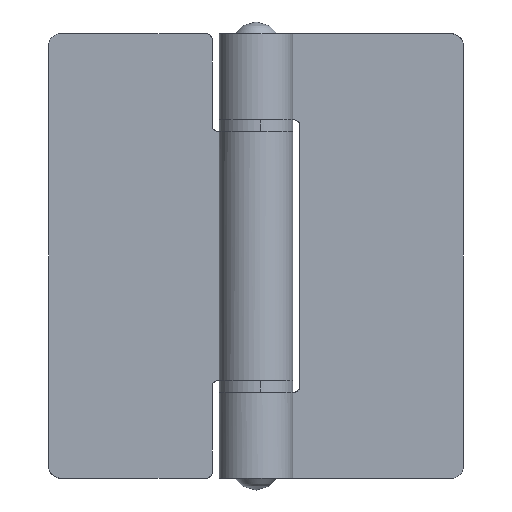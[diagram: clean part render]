
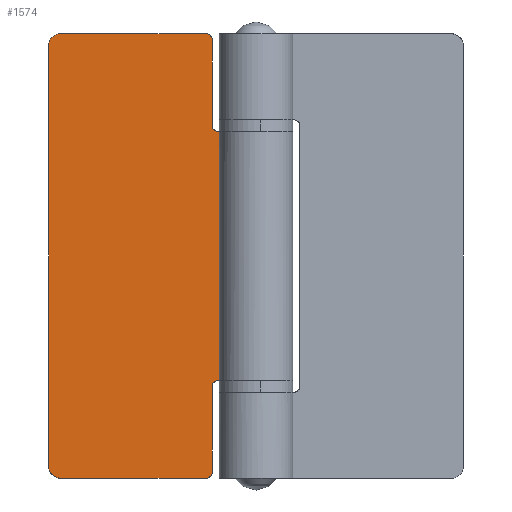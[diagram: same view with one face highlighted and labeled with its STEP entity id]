
A CAD part, front view. The second image highlights one B-rep face of the part: STEP entity #1574.
In plain terms, the highlighted free-form (B-spline) face has degree [1, 1] with [2, 2] control points.
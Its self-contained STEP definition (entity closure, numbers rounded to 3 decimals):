
#875=CARTESIAN_POINT('',(-6.4,3.0,58.5));
#876=VERTEX_POINT('',#875);
#877=CARTESIAN_POINT('',(-7.4,3.0,59.5));
#878=VERTEX_POINT('',#877);
#879=CARTESIAN_POINT('',(-6.4,3.0,58.5));
#880=CARTESIAN_POINT('',(-7.4,3.0,58.5));
#881=CARTESIAN_POINT('',(-7.4,3.0,59.5));
#889=(BOUNDED_CURVE()B_SPLINE_CURVE(2,(#879,#880,#881),.UNSPECIFIED.,.F.,.U.)CURVE()GEOMETRIC_REPRESENTATION_ITEM()QUASI_UNIFORM_CURVE()RATIONAL_B_SPLINE_CURVE((1.0,0.707,1.0))REPRESENTATION_ITEM(''));
#890=EDGE_CURVE('',#876,#878,#889,.T.);
#936=CARTESIAN_POINT('',(-7.4,3.0,15.5));
#937=VERTEX_POINT('',#936);
#938=CARTESIAN_POINT('',(-6.4,3.0,16.5));
#939=VERTEX_POINT('',#938);
#940=CARTESIAN_POINT('',(-7.4,3.0,15.5));
#941=CARTESIAN_POINT('',(-7.4,3.0,16.5));
#942=CARTESIAN_POINT('',(-6.4,3.0,16.5));
#950=(BOUNDED_CURVE()B_SPLINE_CURVE(2,(#940,#941,#942),.UNSPECIFIED.,.F.,.U.)CURVE()GEOMETRIC_REPRESENTATION_ITEM()QUASI_UNIFORM_CURVE()RATIONAL_B_SPLINE_CURVE((1.0,0.707,1.0))REPRESENTATION_ITEM(''));
#951=EDGE_CURVE('',#937,#939,#950,.T.);
#997=CARTESIAN_POINT('',(-7.4,3.0,74.0));
#998=VERTEX_POINT('',#997);
#999=CARTESIAN_POINT('',(-8.4,3.0,75.0));
#1000=VERTEX_POINT('',#999);
#1001=CARTESIAN_POINT('',(-7.4,3.0,74.0));
#1002=CARTESIAN_POINT('',(-7.4,3.0,75.));
#1003=CARTESIAN_POINT('',(-8.4,3.0,75.0));
#1011=(BOUNDED_CURVE()B_SPLINE_CURVE(2,(#1001,#1002,#1003),.UNSPECIFIED.,.F.,.U.)CURVE()GEOMETRIC_REPRESENTATION_ITEM()QUASI_UNIFORM_CURVE()RATIONAL_B_SPLINE_CURVE((1.0,0.707,1.0))REPRESENTATION_ITEM(''));
#1012=EDGE_CURVE('',#998,#1000,#1011,.T.);
#1058=CARTESIAN_POINT('',(-8.4,3.0,0.0));
#1059=VERTEX_POINT('',#1058);
#1060=CARTESIAN_POINT('',(-7.4,3.0,1.0));
#1061=VERTEX_POINT('',#1060);
#1062=CARTESIAN_POINT('',(-8.4,3.0,0.0));
#1063=CARTESIAN_POINT('',(-7.4,3.0,0.0));
#1064=CARTESIAN_POINT('',(-7.4,3.0,1.0));
#1072=(BOUNDED_CURVE()B_SPLINE_CURVE(2,(#1062,#1063,#1064),.UNSPECIFIED.,.F.,.U.)CURVE()GEOMETRIC_REPRESENTATION_ITEM()QUASI_UNIFORM_CURVE()RATIONAL_B_SPLINE_CURVE((1.0,0.707,1.0))REPRESENTATION_ITEM(''));
#1073=EDGE_CURVE('',#1059,#1061,#1072,.T.);
#1136=CARTESIAN_POINT('',(-35.0,3.0,73.0));
#1137=VERTEX_POINT('',#1136);
#1143=CARTESIAN_POINT('',(-33.0,3.0,75.0));
#1144=VERTEX_POINT('',#1143);
#1145=CARTESIAN_POINT('',(-33.0,3.0,75.0));
#1146=CARTESIAN_POINT('',(-35.,3.0,75.));
#1147=CARTESIAN_POINT('',(-35.0,3.0,73.0));
#1155=(BOUNDED_CURVE()B_SPLINE_CURVE(2,(#1145,#1146,#1147),.UNSPECIFIED.,.F.,.U.)CURVE()GEOMETRIC_REPRESENTATION_ITEM()QUASI_UNIFORM_CURVE()RATIONAL_B_SPLINE_CURVE((1.0,0.707,1.0))REPRESENTATION_ITEM(''));
#1156=EDGE_CURVE('',#1144,#1137,#1155,.T.);
#1197=CARTESIAN_POINT('',(-33.0,3.0,0.0));
#1198=VERTEX_POINT('',#1197);
#1204=CARTESIAN_POINT('',(-35.0,3.0,2.0));
#1205=VERTEX_POINT('',#1204);
#1206=CARTESIAN_POINT('',(-35.0,3.0,2.0));
#1207=CARTESIAN_POINT('',(-35.,3.0,0.0));
#1208=CARTESIAN_POINT('',(-33.0,3.0,0.0));
#1216=(BOUNDED_CURVE()B_SPLINE_CURVE(2,(#1206,#1207,#1208),.UNSPECIFIED.,.F.,.U.)CURVE()GEOMETRIC_REPRESENTATION_ITEM()QUASI_UNIFORM_CURVE()RATIONAL_B_SPLINE_CURVE((1.0,0.707,1.0))REPRESENTATION_ITEM(''));
#1217=EDGE_CURVE('',#1205,#1198,#1216,.T.);
#1238=CARTESIAN_POINT('',(-7.4,3.0,15.5));
#1239=CARTESIAN_POINT('',(-7.4,3.0,1.0));
#1240=QUASI_UNIFORM_CURVE('',1,(#1238,#1239),.UNSPECIFIED.,.F.,.U.);
#1241=EDGE_CURVE('',#937,#1061,#1240,.T.);
#1252=CARTESIAN_POINT('',(0.0,3.0,16.5));
#1253=VERTEX_POINT('',#1252);
#1254=CARTESIAN_POINT('',(0.0,3.0,16.5));
#1255=CARTESIAN_POINT('',(-6.4,3.0,16.5));
#1256=QUASI_UNIFORM_CURVE('',1,(#1254,#1255),.UNSPECIFIED.,.F.,.U.);
#1257=EDGE_CURVE('',#1253,#939,#1256,.T.);
#1322=CARTESIAN_POINT('',(-7.4,3.0,74.0));
#1323=CARTESIAN_POINT('',(-7.4,3.0,59.5));
#1324=QUASI_UNIFORM_CURVE('',1,(#1322,#1323),.UNSPECIFIED.,.F.,.U.);
#1325=EDGE_CURVE('',#998,#878,#1324,.T.);
#1350=CARTESIAN_POINT('',(0.0,3.0,58.5));
#1351=VERTEX_POINT('',#1350);
#1352=CARTESIAN_POINT('',(-6.4,3.0,58.5));
#1353=CARTESIAN_POINT('',(0.0,3.0,58.5));
#1354=QUASI_UNIFORM_CURVE('',1,(#1352,#1353),.UNSPECIFIED.,.F.,.U.);
#1355=EDGE_CURVE('',#876,#1351,#1354,.T.);
#1418=CARTESIAN_POINT('',(-35.0,3.0,73.0));
#1419=CARTESIAN_POINT('',(-35.0,3.0,2.0));
#1420=QUASI_UNIFORM_CURVE('',1,(#1418,#1419),.UNSPECIFIED.,.F.,.U.);
#1421=EDGE_CURVE('',#1137,#1205,#1420,.T.);
#1432=CARTESIAN_POINT('',(-33.0,3.0,75.0));
#1433=CARTESIAN_POINT('',(-8.4,3.0,75.0));
#1434=QUASI_UNIFORM_CURVE('',1,(#1432,#1433),.UNSPECIFIED.,.F.,.U.);
#1435=EDGE_CURVE('',#1144,#1000,#1434,.T.);
#1458=CARTESIAN_POINT('',(-33.0,3.0,0.0));
#1459=CARTESIAN_POINT('',(-8.4,3.0,0.0));
#1460=QUASI_UNIFORM_CURVE('',1,(#1458,#1459),.UNSPECIFIED.,.F.,.U.);
#1461=EDGE_CURVE('',#1198,#1059,#1460,.T.);
#1545=CARTESIAN_POINT('',(0.0,3.0,58.5));
#1546=CARTESIAN_POINT('',(0.0,3.0,16.5));
#1547=QUASI_UNIFORM_CURVE('',1,(#1545,#1546),.UNSPECIFIED.,.F.,.U.);
#1548=EDGE_CURVE('',#1351,#1253,#1547,.T.);
#1553=CARTESIAN_POINT('',(-36.748,3.0,-3.746));
#1554=CARTESIAN_POINT('',(-36.748,3.0,78.746));
#1555=CARTESIAN_POINT('',(1.748,3.0,-3.746));
#1556=CARTESIAN_POINT('',(1.748,3.0,78.746));
#1557=B_SPLINE_SURFACE_WITH_KNOTS('',1,1,((#1553,#1555),(#1554,#1556)),.UNSPECIFIED.,.F.,.F.,.U.,(2,2),(2,2),(0.0,82.493),(0.0,38.497),.UNSPECIFIED.);
#1558=ORIENTED_EDGE('',*,*,#1461,.T.);
#1559=ORIENTED_EDGE('',*,*,#1073,.T.);
#1560=ORIENTED_EDGE('',*,*,#1241,.F.);
#1561=ORIENTED_EDGE('',*,*,#951,.T.);
#1562=ORIENTED_EDGE('',*,*,#1257,.F.);
#1563=ORIENTED_EDGE('',*,*,#1548,.F.);
#1564=ORIENTED_EDGE('',*,*,#1355,.F.);
#1565=ORIENTED_EDGE('',*,*,#890,.T.);
#1566=ORIENTED_EDGE('',*,*,#1325,.F.);
#1567=ORIENTED_EDGE('',*,*,#1012,.T.);
#1568=ORIENTED_EDGE('',*,*,#1435,.F.);
#1569=ORIENTED_EDGE('',*,*,#1156,.T.);
#1570=ORIENTED_EDGE('',*,*,#1421,.T.);
#1571=ORIENTED_EDGE('',*,*,#1217,.T.);
#1572=EDGE_LOOP('',(#1558,#1559,#1560,#1561,#1562,#1563,#1564,#1565,#1566,#1567,#1568,#1569,#1570,#1571));
#1573=FACE_OUTER_BOUND('',#1572,.T.);
#1574=ADVANCED_FACE('',(#1573),#1557,.F.);
